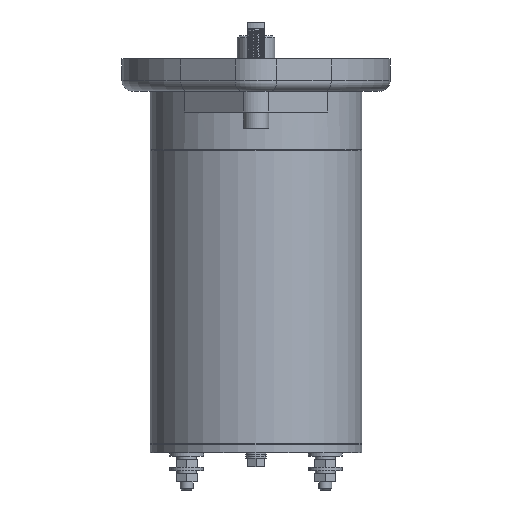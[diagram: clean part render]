
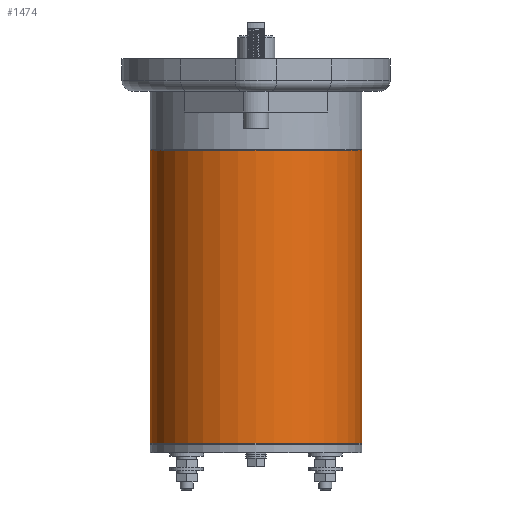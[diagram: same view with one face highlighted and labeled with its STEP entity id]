
A CAD part, front view. The second image highlights one B-rep face of the part: STEP entity #1474.
In plain terms, the highlighted cylindrical face has radius 40.005 mm (diameter 80.01 mm), a full revolution.
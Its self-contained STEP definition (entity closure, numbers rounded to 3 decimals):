
#595 = DIRECTION ( 'NONE',  ( 1., 0., 0. ) ) ;
#1055 = DIRECTION ( 'NONE',  ( 0., 0., -1. ) ) ;
#1342 = EDGE_CURVE ( 'NONE', #12396, #12396, #13179, .T. ) ;
#1474 = ADVANCED_FACE ( 'NONE', ( #21081, #11460 ), #12956, .T. ) ;
#2286 = EDGE_LOOP ( 'NONE', ( #6225 ) ) ;
#2738 = CARTESIAN_POINT ( 'NONE',  ( -40.005, 0., -133.248 ) ) ;
#2748 = CARTESIAN_POINT ( 'NONE',  ( 0., 0., -133.248 ) ) ;
#3004 = AXIS2_PLACEMENT_3D ( 'NONE', #17877, #3376, #595 ) ;
#3376 = DIRECTION ( 'NONE',  ( 0., 0., 1. ) ) ;
#4151 = EDGE_LOOP ( 'NONE', ( #5072 ) ) ;
#5072 = ORIENTED_EDGE ( 'NONE', *, *, #1342, .F. ) ;
#6225 = ORIENTED_EDGE ( 'NONE', *, *, #17414, .T. ) ;
#7961 = CARTESIAN_POINT ( 'NONE',  ( -40.005, 0., -22.479 ) ) ;
#9319 = DIRECTION ( 'NONE',  ( -1., 0., 0. ) ) ;
#9666 = CIRCLE ( 'NONE', #12386, 40.005 ) ;
#10706 = DIRECTION ( 'NONE',  ( 0., 0., -1. ) ) ;
#11460 = FACE_OUTER_BOUND ( 'NONE', #2286, .T. ) ;
#12386 = AXIS2_PLACEMENT_3D ( 'NONE', #19187, #1055, #14363 ) ;
#12396 = VERTEX_POINT ( 'NONE', #2738 ) ;
#12956 = CYLINDRICAL_SURFACE ( 'NONE', #3004, 40.005 ) ;
#13179 = CIRCLE ( 'NONE', #21042, 40.005 ) ;
#14363 = DIRECTION ( 'NONE',  ( -1., 0., 0. ) ) ;
#17414 = EDGE_CURVE ( 'NONE', #20599, #20599, #9666, .T. ) ;
#17877 = CARTESIAN_POINT ( 'NONE',  ( 0., 0., -7.938 ) ) ;
#19187 = CARTESIAN_POINT ( 'NONE',  ( 0., 0., -22.479 ) ) ;
#20599 = VERTEX_POINT ( 'NONE', #7961 ) ;
#21042 = AXIS2_PLACEMENT_3D ( 'NONE', #2748, #10706, #9319 ) ;
#21081 = FACE_OUTER_BOUND ( 'NONE', #4151, .T. ) ;
